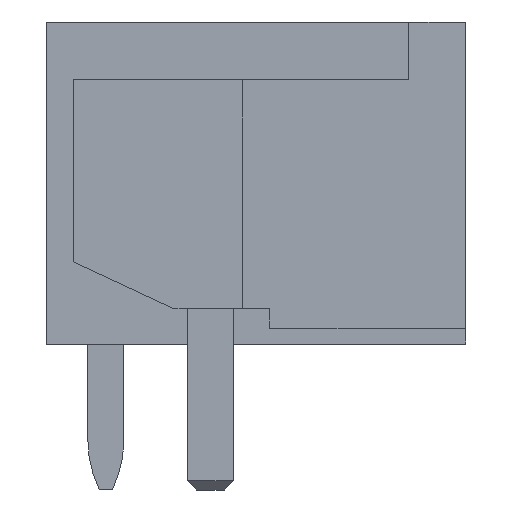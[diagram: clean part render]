
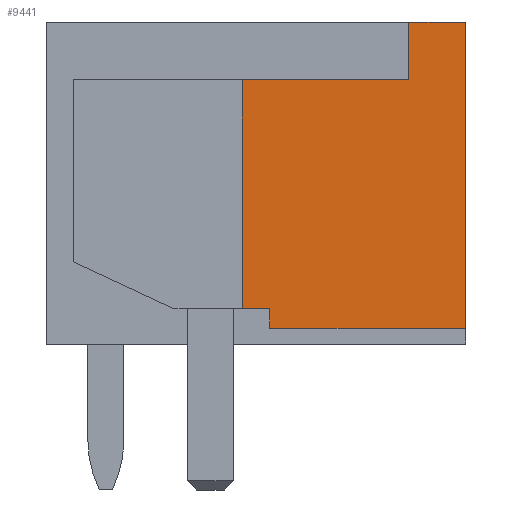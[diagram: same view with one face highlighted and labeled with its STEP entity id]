
A CAD part, left-side view. The second image highlights one B-rep face of the part: STEP entity #9441.
In plain terms, the highlighted planar face has unit normal (-1, 0, 0).
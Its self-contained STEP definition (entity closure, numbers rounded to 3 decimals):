
#9410=AXIS2_PLACEMENT_3D('Plane Axis2P3D',#9407,#9408,#9409) ;
#432=CARTESIAN_POINT('Vertex',(0.,0.,10.27)) ;
#435=CARTESIAN_POINT('Line Origine',(0.,0.,6.91)) ;
#439=CARTESIAN_POINT('Vertex',(0.,0.,3.55)) ;
#1384=CARTESIAN_POINT('Vertex',(0.,1.25,10.27)) ;
#1387=CARTESIAN_POINT('Line Origine',(0.,0.625,10.27)) ;
#9344=CARTESIAN_POINT('Vertex',(0.,4.3,3.55)) ;
#9347=CARTESIAN_POINT('Line Origine',(0.,4.3,3.765)) ;
#9351=CARTESIAN_POINT('Vertex',(0.,4.3,3.98)) ;
#9371=CARTESIAN_POINT('Line Origine',(0.,2.15,3.55)) ;
#9392=CARTESIAN_POINT('Vertex',(0.,1.25,9.)) ;
#9395=CARTESIAN_POINT('Line Origine',(0.,1.25,9.635)) ;
#9407=CARTESIAN_POINT('Axis2P3D Location',(0.,0.,0.)) ;
#9412=CARTESIAN_POINT('Line Origine',(0.,4.6,3.98)) ;
#9416=CARTESIAN_POINT('Vertex',(0.,4.9,3.98)) ;
#9419=CARTESIAN_POINT('Line Origine',(0.,3.075,9.)) ;
#9423=CARTESIAN_POINT('Vertex',(0.,4.9,9.)) ;
#9426=CARTESIAN_POINT('Line Origine',(0.,4.9,6.49)) ;
#436=DIRECTION('Vector Direction',(0.,0.,-1.)) ;
#1388=DIRECTION('Vector Direction',(0.,-1.,0.)) ;
#9348=DIRECTION('Vector Direction',(0.,0.,1.)) ;
#9372=DIRECTION('Vector Direction',(0.,1.,0.)) ;
#9396=DIRECTION('Vector Direction',(0.,0.,1.)) ;
#9408=DIRECTION('Axis2P3D Direction',(-1.,0.,0.)) ;
#9409=DIRECTION('Axis2P3D XDirection',(0.,-1.,0.)) ;
#9413=DIRECTION('Vector Direction',(0.,1.,0.)) ;
#9420=DIRECTION('Vector Direction',(0.,-1.,0.)) ;
#9427=DIRECTION('Vector Direction',(0.,0.,-1.)) ;
#437=VECTOR('Line Direction',#436,1.) ;
#1389=VECTOR('Line Direction',#1388,1.) ;
#9349=VECTOR('Line Direction',#9348,1.) ;
#9373=VECTOR('Line Direction',#9372,1.) ;
#9397=VECTOR('Line Direction',#9396,1.) ;
#9414=VECTOR('Line Direction',#9413,1.) ;
#9421=VECTOR('Line Direction',#9420,1.) ;
#9428=VECTOR('Line Direction',#9427,1.) ;
#9432=ORIENTED_EDGE('',*,*,#9418,.T.) ;
#9433=ORIENTED_EDGE('',*,*,#9353,.T.) ;
#9434=ORIENTED_EDGE('',*,*,#9375,.T.) ;
#9435=ORIENTED_EDGE('',*,*,#441,.T.) ;
#9436=ORIENTED_EDGE('',*,*,#1391,.T.) ;
#9437=ORIENTED_EDGE('',*,*,#9399,.T.) ;
#9438=ORIENTED_EDGE('',*,*,#9425,.T.) ;
#9439=ORIENTED_EDGE('',*,*,#9430,.T.) ;
#9441=ADVANCED_FACE('HOUSING',(#9440),#9411,.T.) ;
#441=EDGE_CURVE('',#440,#433,#438,.F.) ;
#1391=EDGE_CURVE('',#433,#1385,#1390,.F.) ;
#9353=EDGE_CURVE('',#9352,#9345,#9350,.F.) ;
#9375=EDGE_CURVE('',#9345,#440,#9374,.F.) ;
#9399=EDGE_CURVE('',#1385,#9393,#9398,.F.) ;
#9418=EDGE_CURVE('',#9417,#9352,#9415,.F.) ;
#9425=EDGE_CURVE('',#9393,#9424,#9422,.F.) ;
#9430=EDGE_CURVE('',#9424,#9417,#9429,.T.) ;
#9431=EDGE_LOOP('',(#9432,#9433,#9434,#9435,#9436,#9437,#9438,#9439)) ;
#9440=FACE_OUTER_BOUND('',#9431,.T.) ;
#438=LINE('Line',#435,#437) ;
#1390=LINE('Line',#1387,#1389) ;
#9350=LINE('Line',#9347,#9349) ;
#9374=LINE('Line',#9371,#9373) ;
#9398=LINE('Line',#9395,#9397) ;
#9415=LINE('Line',#9412,#9414) ;
#9422=LINE('Line',#9419,#9421) ;
#9429=LINE('Line',#9426,#9428) ;
#9411=PLANE('',#9410) ;
#433=VERTEX_POINT('',#432) ;
#440=VERTEX_POINT('',#439) ;
#1385=VERTEX_POINT('',#1384) ;
#9345=VERTEX_POINT('',#9344) ;
#9352=VERTEX_POINT('',#9351) ;
#9393=VERTEX_POINT('',#9392) ;
#9417=VERTEX_POINT('',#9416) ;
#9424=VERTEX_POINT('',#9423) ;
